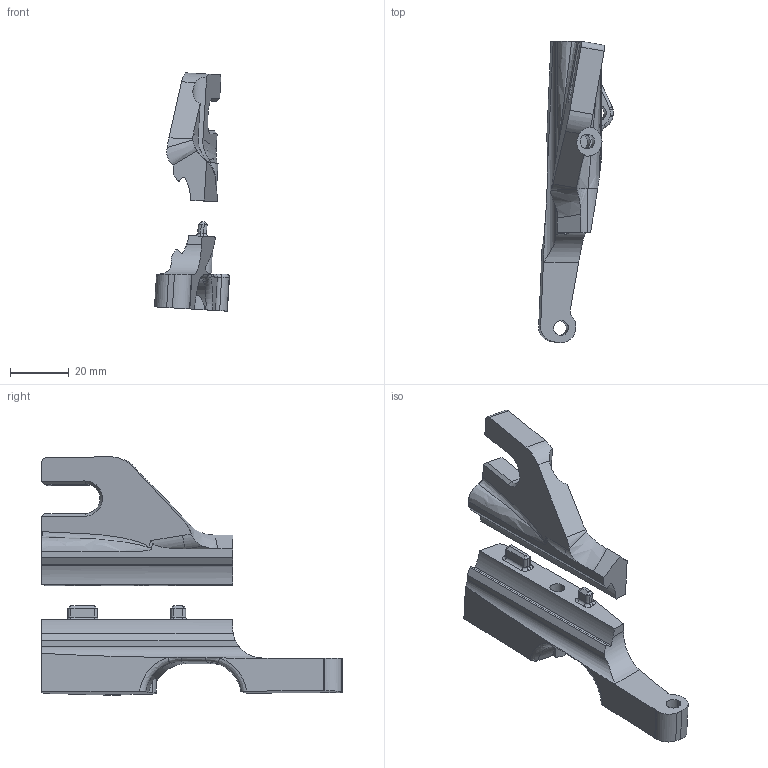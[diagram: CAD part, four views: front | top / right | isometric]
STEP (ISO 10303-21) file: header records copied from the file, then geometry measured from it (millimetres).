
FILE_DESCRIPTION(/* description */ (''),/* implementation_level */ '2;1');
FILE_NAME(/* name */ '6f136271-2397-476f-bb24-6f950d8e112f.stp',/* time_stamp */ '2019-04-16T02:16:55+00:00',/* author */ (''),/* organization */ (''),/* preprocessor_version */ 'ST-DEVELOPER v18',/* originating_system */ 'Autodesk Translation Framework v8.2.0.1029',/* authorisation */ '');
FILE_SCHEMA (('AUTOMOTIVE_DESIGN { 1 0 10303 214 3 1 1 }'));
Length unit declared in the file: millimetre
Products named in the file (1): Rear Dropouts left 2
Bounding box: 25.45 x 102.31 x 81.01 mm (x, y, z)
Volume: 39323.3 mm3; surface area: 14398.1 mm2
Topology: 2 solids, 2 shells, 250 faces, 614 edges, 363 vertices
Faces by surface type: plane 88, cylinder 74, bspline 50, cone 18, torus 12, sphere 8
Full cylindrical faces by diameter (mm): 5 x2
Entity records: 8591 total; most frequent: CARTESIAN_POINT 2976, ORIENTED_EDGE 1210, DIRECTION 1096, EDGE_CURVE 605, AXIS2_PLACEMENT_3D 399, VERTEX_POINT 363, LINE 298, VECTOR 298
